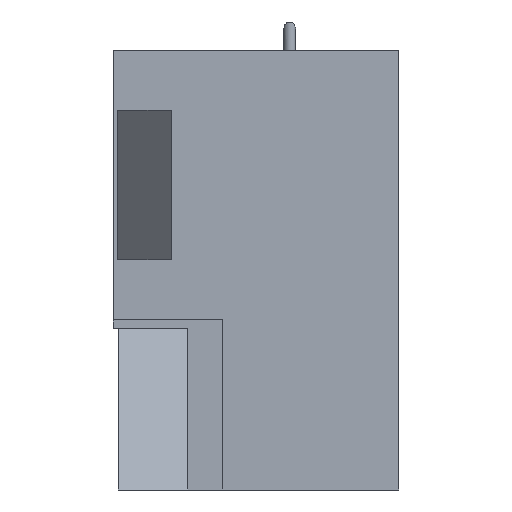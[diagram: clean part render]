
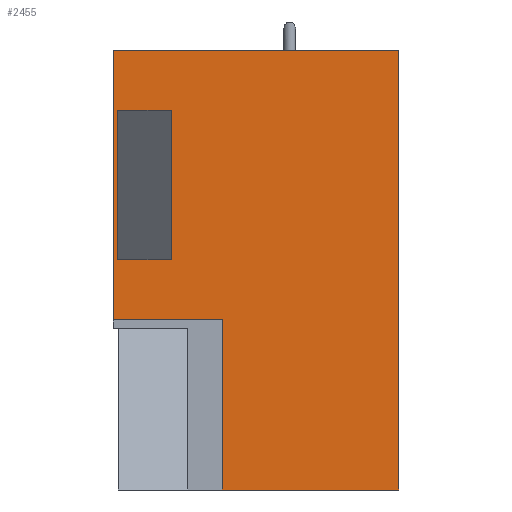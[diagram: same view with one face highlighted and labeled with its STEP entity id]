
A CAD part, front view. The second image highlights one B-rep face of the part: STEP entity #2455.
In plain terms, the highlighted planar face has unit normal (0, -1, 0).
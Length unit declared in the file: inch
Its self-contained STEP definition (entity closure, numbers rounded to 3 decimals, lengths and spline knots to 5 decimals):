
#8 = DIRECTION ( 'NONE',  ( 0., 0., -1. ) ) ;
#49 = CARTESIAN_POINT ( 'NONE',  ( -81.25, -6., -4. ) ) ;
#88 = VERTEX_POINT ( 'NONE', #920 ) ;
#102 = CARTESIAN_POINT ( 'NONE',  ( 0., -6., 0. ) ) ;
#120 = LINE ( 'NONE', #2041, #503 ) ;
#178 = CARTESIAN_POINT ( 'NONE',  ( -84.75, -6., -4. ) ) ;
#288 = LINE ( 'NONE', #1727, #993 ) ;
#345 = DIRECTION ( 'NONE',  ( 0., -1., 0. ) ) ;
#362 = EDGE_CURVE ( 'NONE', #1277, #1164, #1270, .T. ) ;
#392 = CARTESIAN_POINT ( 'NONE',  ( -81.25, -6., 40.5003 ) ) ;
#400 = VECTOR ( 'NONE', #1761, 39.37008 ) ;
#405 = CARTESIAN_POINT ( 'NONE',  ( 69.38545, -6., 150.78516 ) ) ;
#503 = VECTOR ( 'NONE', #1655, 39.37008 ) ;
#545 = VERTEX_POINT ( 'NONE', #2107 ) ;
#580 = VERTEX_POINT ( 'NONE', #1736 ) ;
#612 = VECTOR ( 'NONE', #1397, 39.37008 ) ;
#613 = EDGE_CURVE ( 'NONE', #1603, #88, #2473, .T. ) ;
#640 = VECTOR ( 'NONE', #1572, 39.37008 ) ;
#643 = LINE ( 'NONE', #178, #640 ) ;
#740 = CARTESIAN_POINT ( 'NONE',  ( -80.75, -6., 194.74 ) ) ;
#920 = CARTESIAN_POINT ( 'NONE',  ( -4., -6., -129.5 ) ) ;
#922 = LINE ( 'NONE', #49, #2438 ) ;
#930 = LINE ( 'NONE', #2380, #1813 ) ;
#949 = EDGE_CURVE ( 'NONE', #1456, #580, #1936, .T. ) ;
#993 = VECTOR ( 'NONE', #2215, 39.37008 ) ;
#1014 = ORIENTED_EDGE ( 'NONE', *, *, #1182, .F. ) ;
#1048 = ORIENTED_EDGE ( 'NONE', *, *, #949, .F. ) ;
#1049 = FACE_OUTER_BOUND ( 'NONE', #2374, .T. ) ;
#1064 = LINE ( 'NONE', #2743, #2648 ) ;
#1112 = VERTEX_POINT ( 'NONE', #1962 ) ;
#1149 = PLANE ( 'NONE',  #1905 ) ;
#1164 = VERTEX_POINT ( 'NONE', #1674 ) ;
#1173 = DIRECTION ( 'NONE',  ( -1., 0., 0. ) ) ;
#1182 = EDGE_CURVE ( 'NONE', #2091, #1277, #643, .T. ) ;
#1257 = DIRECTION ( 'NONE',  ( 1., 0., 0. ) ) ;
#1270 = LINE ( 'NONE', #740, #612 ) ;
#1277 = VERTEX_POINT ( 'NONE', #1993 ) ;
#1323 = EDGE_CURVE ( 'NONE', #2378, #580, #930, .T. ) ;
#1360 = ORIENTED_EDGE ( 'NONE', *, *, #1323, .T. ) ;
#1397 = DIRECTION ( 'NONE',  ( 1., 0., 0. ) ) ;
#1444 = LINE ( 'NONE', #405, #400 ) ;
#1445 = CARTESIAN_POINT ( 'NONE',  ( -84.75, -6., -4. ) ) ;
#1456 = VERTEX_POINT ( 'NONE', #1802 ) ;
#1475 = EDGE_LOOP ( 'NONE', ( #1360, #1048, #2290, #2612 ) ) ;
#1544 = FACE_BOUND ( 'NONE', #1475, .T. ) ;
#1572 = DIRECTION ( 'NONE',  ( 0., 0., 1. ) ) ;
#1603 = VERTEX_POINT ( 'NONE', #2022 ) ;
#1655 = DIRECTION ( 'NONE',  ( 0., 0., -1. ) ) ;
#1674 = CARTESIAN_POINT ( 'NONE',  ( 126.25, -6., 194.74 ) ) ;
#1727 = CARTESIAN_POINT ( 'NONE',  ( -4., -6., -129.5 ) ) ;
#1736 = CARTESIAN_POINT ( 'NONE',  ( -81.25, -6., 40.5003 ) ) ;
#1744 = ORIENTED_EDGE ( 'NONE', *, *, #2313, .T. ) ;
#1761 = DIRECTION ( 'NONE',  ( -1., 0., 0. ) ) ;
#1802 = CARTESIAN_POINT ( 'NONE',  ( -81.25, -6., 150.78516 ) ) ;
#1813 = VECTOR ( 'NONE', #1173, 39.37008 ) ;
#1905 = AXIS2_PLACEMENT_3D ( 'NONE', #102, #345, #2785 ) ;
#1936 = LINE ( 'NONE', #392, #2170 ) ;
#1962 = CARTESIAN_POINT ( 'NONE',  ( -4., -6., -4. ) ) ;
#1993 = CARTESIAN_POINT ( 'NONE',  ( -84.75, -6., 194.74 ) ) ;
#2010 = ORIENTED_EDGE ( 'NONE', *, *, #2072, .F. ) ;
#2022 = CARTESIAN_POINT ( 'NONE',  ( 126.25, -6., -129.5 ) ) ;
#2041 = CARTESIAN_POINT ( 'NONE',  ( 126.25, -6., 194.74 ) ) ;
#2072 = EDGE_CURVE ( 'NONE', #1164, #1603, #120, .T. ) ;
#2091 = VERTEX_POINT ( 'NONE', #1445 ) ;
#2096 = VECTOR ( 'NONE', #2545, 39.37008 ) ;
#2107 = CARTESIAN_POINT ( 'NONE',  ( -41.8125, -6., 150.78516 ) ) ;
#2164 = DIRECTION ( 'NONE',  ( 0., 0., -1. ) ) ;
#2170 = VECTOR ( 'NONE', #8, 39.37008 ) ;
#2215 = DIRECTION ( 'NONE',  ( 0., 0., -1. ) ) ;
#2290 = ORIENTED_EDGE ( 'NONE', *, *, #2398, .F. ) ;
#2313 = EDGE_CURVE ( 'NONE', #1112, #88, #288, .T. ) ;
#2315 = EDGE_CURVE ( 'NONE', #2091, #1112, #922, .T. ) ;
#2317 = CARTESIAN_POINT ( 'NONE',  ( 0., -6., -129.5 ) ) ;
#2374 = EDGE_LOOP ( 'NONE', ( #2464, #1744, #2836, #2010, #2855, #1014 ) ) ;
#2378 = VERTEX_POINT ( 'NONE', #2859 ) ;
#2380 = CARTESIAN_POINT ( 'NONE',  ( 69.38545, -6., 40.5003 ) ) ;
#2398 = EDGE_CURVE ( 'NONE', #545, #1456, #1444, .T. ) ;
#2438 = VECTOR ( 'NONE', #1257, 39.37008 ) ;
#2455 = ADVANCED_FACE ( 'NONE', ( #1049, #1544 ), #1149, .T. ) ;
#2464 = ORIENTED_EDGE ( 'NONE', *, *, #2315, .T. ) ;
#2473 = LINE ( 'NONE', #2317, #2096 ) ;
#2545 = DIRECTION ( 'NONE',  ( -1., 0., 0. ) ) ;
#2612 = ORIENTED_EDGE ( 'NONE', *, *, #2686, .T. ) ;
#2648 = VECTOR ( 'NONE', #2164, 39.37008 ) ;
#2686 = EDGE_CURVE ( 'NONE', #545, #2378, #1064, .T. ) ;
#2743 = CARTESIAN_POINT ( 'NONE',  ( -41.8125, -6., 40.5003 ) ) ;
#2785 = DIRECTION ( 'NONE',  ( 0., 0., -1. ) ) ;
#2836 = ORIENTED_EDGE ( 'NONE', *, *, #613, .F. ) ;
#2855 = ORIENTED_EDGE ( 'NONE', *, *, #362, .F. ) ;
#2859 = CARTESIAN_POINT ( 'NONE',  ( -41.8125, -6., 40.5003 ) ) ;
